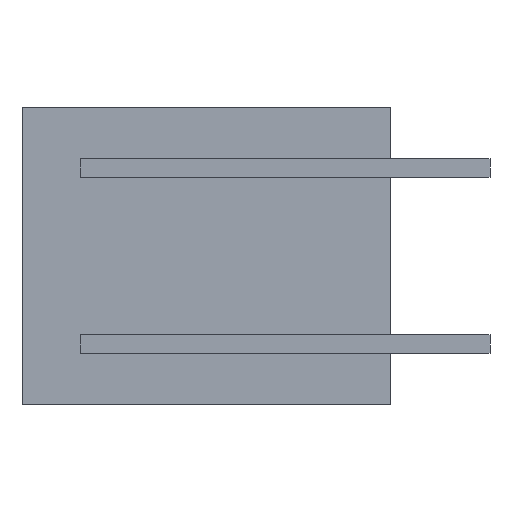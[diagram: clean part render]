
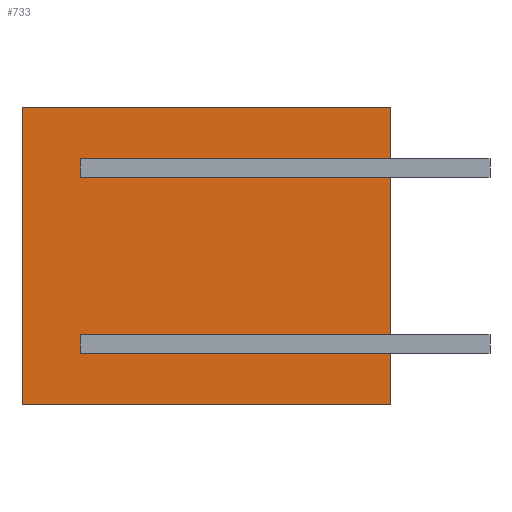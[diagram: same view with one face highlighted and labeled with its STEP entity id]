
A CAD part, left-side view. The second image highlights one B-rep face of the part: STEP entity #733.
In plain terms, the highlighted planar face has unit normal (-1, 0, 0).
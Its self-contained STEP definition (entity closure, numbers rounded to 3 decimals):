
#54=PLANE('',#802);
#90=FACE_OUTER_BOUND('',#132,.T.);
#132=EDGE_LOOP('',(#670,#671,#672,#673,#674,#675,#676,#677,#678,#679,#680,
#681));
#154=LINE('',#1044,#242);
#191=LINE('',#1122,#279);
#195=LINE('',#1130,#283);
#198=LINE('',#1135,#286);
#202=LINE('',#1149,#290);
#205=LINE('',#1153,#293);
#209=LINE('',#1161,#297);
#211=LINE('',#1164,#299);
#213=LINE('',#1167,#301);
#219=LINE('',#1189,#307);
#220=LINE('',#1192,#308);
#221=LINE('',#1193,#309);
#242=VECTOR('',#850,10.);
#279=VECTOR('',#909,10.);
#283=VECTOR('',#913,10.);
#286=VECTOR('',#916,10.);
#290=VECTOR('',#932,10.);
#293=VECTOR('',#937,10.);
#297=VECTOR('',#945,10.);
#299=VECTOR('',#949,10.);
#301=VECTOR('',#953,10.);
#307=VECTOR('',#979,10.);
#308=VECTOR('',#982,10.);
#309=VECTOR('',#983,10.);
#343=VERTEX_POINT('',#1041);
#344=VERTEX_POINT('',#1043);
#373=VERTEX_POINT('',#1119);
#374=VERTEX_POINT('',#1121);
#377=VERTEX_POINT('',#1127);
#378=VERTEX_POINT('',#1129);
#379=VERTEX_POINT('',#1132);
#380=VERTEX_POINT('',#1134);
#385=VERTEX_POINT('',#1158);
#386=VERTEX_POINT('',#1160);
#392=VERTEX_POINT('',#1187);
#393=VERTEX_POINT('',#1191);
#417=EDGE_CURVE('',#344,#343,#154,.T.);
#454=EDGE_CURVE('',#374,#373,#191,.T.);
#458=EDGE_CURVE('',#378,#377,#195,.T.);
#461=EDGE_CURVE('',#380,#379,#198,.T.);
#469=EDGE_CURVE('',#343,#378,#202,.T.);
#472=EDGE_CURVE('',#379,#344,#205,.T.);
#476=EDGE_CURVE('',#386,#385,#209,.T.);
#478=EDGE_CURVE('',#385,#380,#211,.T.);
#480=EDGE_CURVE('',#373,#386,#213,.T.);
#490=EDGE_CURVE('',#377,#392,#219,.T.);
#491=EDGE_CURVE('',#393,#392,#220,.T.);
#492=EDGE_CURVE('',#374,#393,#221,.T.);
#670=ORIENTED_EDGE('',*,*,#469,.T.);
#671=ORIENTED_EDGE('',*,*,#458,.T.);
#672=ORIENTED_EDGE('',*,*,#490,.T.);
#673=ORIENTED_EDGE('',*,*,#491,.F.);
#674=ORIENTED_EDGE('',*,*,#492,.F.);
#675=ORIENTED_EDGE('',*,*,#454,.T.);
#676=ORIENTED_EDGE('',*,*,#480,.T.);
#677=ORIENTED_EDGE('',*,*,#476,.T.);
#678=ORIENTED_EDGE('',*,*,#478,.T.);
#679=ORIENTED_EDGE('',*,*,#461,.T.);
#680=ORIENTED_EDGE('',*,*,#472,.T.);
#681=ORIENTED_EDGE('',*,*,#417,.T.);
#733=ADVANCED_FACE('',(#90),#54,.T.);
#802=AXIS2_PLACEMENT_3D('',#1190,#980,#981);
#850=DIRECTION('',(0.,0.,1.));
#909=DIRECTION('',(0.,0.,1.));
#913=DIRECTION('',(0.,0.,1.));
#916=DIRECTION('',(0.,0.,1.));
#932=DIRECTION('',(0.,-1.,0.));
#937=DIRECTION('',(0.,1.,0.));
#945=DIRECTION('',(0.,0.,1.));
#949=DIRECTION('',(0.,-1.,0.));
#953=DIRECTION('',(0.,1.,0.));
#979=DIRECTION('',(0.,1.,0.));
#980=DIRECTION('center_axis',(-1.,0.,0.));
#981=DIRECTION('ref_axis',(0.,0.,1.));
#982=DIRECTION('',(0.,0.,1.));
#983=DIRECTION('',(0.,1.,0.));
#1041=CARTESIAN_POINT('',(0.,4.4,4.15));
#1043=CARTESIAN_POINT('',(0.,4.4,3.35));
#1044=CARTESIAN_POINT('',(0.,4.4,-1.1));
#1119=CARTESIAN_POINT('',(0.,0.,-4.15));
#1121=CARTESIAN_POINT('',(0.,0.,-6.35));
#1122=CARTESIAN_POINT('',(0.,0.,-6.35));
#1127=CARTESIAN_POINT('',(0.,0.,6.35));
#1129=CARTESIAN_POINT('',(0.,0.,4.15));
#1130=CARTESIAN_POINT('',(0.,0.,-6.35));
#1132=CARTESIAN_POINT('',(0.,0.,3.35));
#1134=CARTESIAN_POINT('',(0.,0.,-3.35));
#1135=CARTESIAN_POINT('',(0.,0.,-6.35));
#1149=CARTESIAN_POINT('',(0.,0.,4.15));
#1153=CARTESIAN_POINT('',(0.,2.2,3.35));
#1158=CARTESIAN_POINT('',(0.,4.4,-3.35));
#1160=CARTESIAN_POINT('',(0.,4.4,-4.15));
#1161=CARTESIAN_POINT('',(0.,4.4,-4.85));
#1164=CARTESIAN_POINT('',(0.,0.,-3.35));
#1167=CARTESIAN_POINT('',(0.,2.2,-4.15));
#1187=CARTESIAN_POINT('',(0.,15.7,6.35));
#1189=CARTESIAN_POINT('',(0.,0.,6.35));
#1190=CARTESIAN_POINT('Origin',(0.,0.,-6.35));
#1191=CARTESIAN_POINT('',(0.,15.7,-6.35));
#1192=CARTESIAN_POINT('',(0.,15.7,-6.35));
#1193=CARTESIAN_POINT('',(0.,0.,-6.35));
